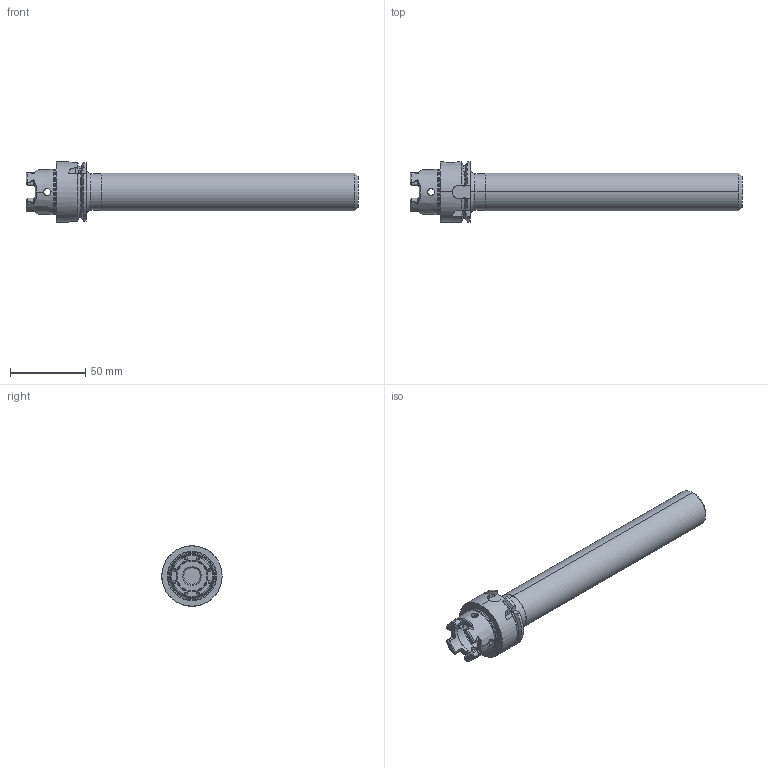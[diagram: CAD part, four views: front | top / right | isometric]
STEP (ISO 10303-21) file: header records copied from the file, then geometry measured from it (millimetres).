
FILE_DESCRIPTION (( 'STEP AP214' ), '1' );
FILE_NAME ('16.06.2021_91.09.016.001.STEP', '2021-06-16T08:44:58', ( '' ), ( '' ), 'SwSTEP 2.0', 'SolidWorks 2014', '' );
FILE_SCHEMA (( 'AUTOMOTIVE_DESIGN' ));
Length unit declared in the file: millimetre
Products named in the file (1): 16.06.2021_91.09.016.001
Bounding box: 220 x 40 x 40 mm (x, y, z)
Volume: 111897.7 mm3; surface area: 23353.2 mm2
Topology: 1 solids, 1 shells, 232 faces, 579 edges, 348 vertices
Faces by surface type: cylinder 63, plane 59, bspline 40, cone 36, torus 34
Entity records: 11735 total; most frequent: CARTESIAN_POINT 4052, ORIENTED_EDGE 1154, DIRECTION 942, EDGE_CURVE 577, AXIS2_PLACEMENT_3D 385, VERTEX_POINT 348, EDGE_LOOP 241, UNCERTAINTY_MEASURE_WITH_UNIT 235
